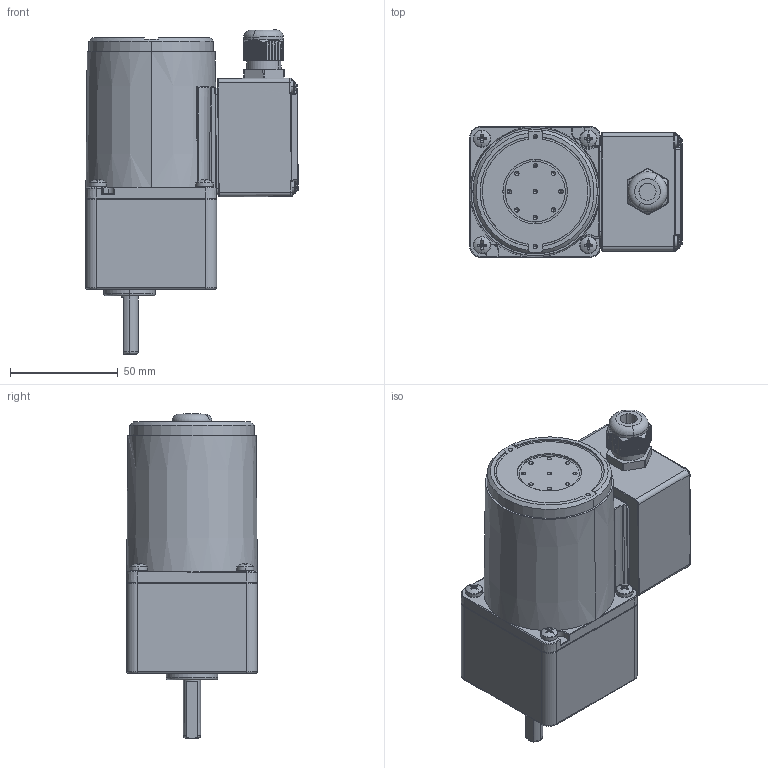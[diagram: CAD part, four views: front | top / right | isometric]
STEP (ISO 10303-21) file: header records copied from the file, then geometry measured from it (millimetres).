
FILE_DESCRIPTION (( 'STEP AP203' ), '1' );
FILE_NAME ('2IK6GN-CT(2GN3K-200K).STEP', '2022-10-28T02:40:02', ( 'Windows User' ), ( 'P R C' ), 'SwSTEP 2.0', 'SolidWorks 2019', '' );
FILE_SCHEMA (( 'CONFIG_CONTROL_DESIGN' ));
Length unit declared in the file: millimetre
Products named in the file (10): 2GN3K-200K; JXHG^2IK6A-CT_2IK6GN-CT(2GN3K-200K)(2)_2IK6GN-CT(2GN3K-200K); M3^JXHG_2IK6A-CT_2IK6GN-CT(2GN3K-200K)(2)_2IK6GN-CT(2GN3K-200K); SJQ^JXHG_2IK6A-CT_2IK6GN-CT(2GN3K-200K)(2)_2IK6GN-CT(2GN3K-200K); JXH^JXHG_2IK6A-CT_2IK6GN-CT(2GN3K-200K)(2)_2IK6GN-CT(2GN3K-200K); 2IK6A-CT^2IK6GN-CT(2GN3K-200K)(2)_2IK6GN-CT(2GN3K-200K); M4^2IK6GN-CT(2GN3K-200K)(2)_2IK6GN-CT(2GN3K-200K); 2IK6GN-CT(2GN3K-200K); DJ^2IK6A-CT_2IK6GN-CT(2GN3K-200K)(2)_2IK6GN-CT(2GN3K-200K); 2IK6GN-CT(2GN3K-200K)(2)^2IK6GN-CT(2GN3K-200K)
Assembly tree (15 placements, depth 5):
  2IK6GN-CT(2GN3K-200K)
    2IK6GN-CT(2GN3K-200K)(2)^2IK6GN-CT(2GN3K-200K)
      2IK6A-CT^2IK6GN-CT(2GN3K-200K)(2)_2IK6GN-CT(2GN3K-200K)
        JXHG^2IK6A-CT_2IK6GN-CT(2GN3K-200K)(2)_2IK6GN-CT(2GN3K-200K)
          JXH^JXHG_2IK6A-CT_2IK6GN-CT(2GN3K-200K)(2)_2IK6GN-CT(2GN3K-200K)
          SJQ^JXHG_2IK6A-CT_2IK6GN-CT(2GN3K-200K)(2)_2IK6GN-CT(2GN3K-200K)
          M3^JXHG_2IK6A-CT_2IK6GN-CT(2GN3K-200K)(2)_2IK6GN-CT(2GN3K-200K)  x4
        DJ^2IK6A-CT_2IK6GN-CT(2GN3K-200K)(2)_2IK6GN-CT(2GN3K-200K)
      M4^2IK6GN-CT(2GN3K-200K)(2)_2IK6GN-CT(2GN3K-200K)  x4
    2GN3K-200K
Bounding box: 98.76 x 60.8 x 150.65 mm (x, y, z)
Volume: 329521.4 mm3; surface area: 82579.3 mm2
Topology: 12 solids, 13 shells, 1948 faces, 4956 edges, 3034 vertices
Faces by surface type: cone 748, cylinder 607, plane 303, torus 139, bspline 85, sphere 66
Entity records: 39486 total; most frequent: CARTESIAN_POINT 13100, DIRECTION 5470, ORIENTED_EDGE 5304, EDGE_CURVE 2652, AXIS2_PLACEMENT_3D 2319, VERTEX_POINT 1627, CIRCLE 1308, EDGE_LOOP 1129
